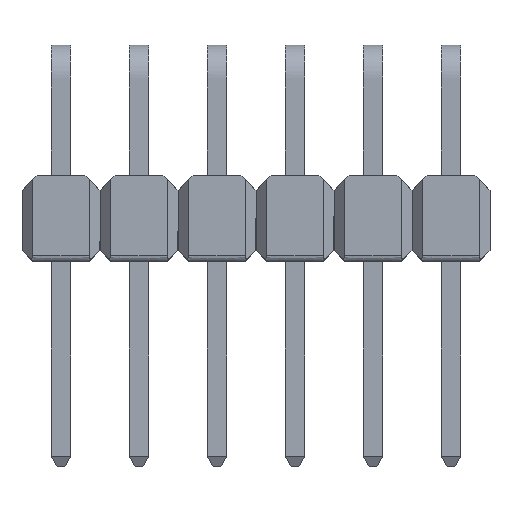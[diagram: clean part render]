
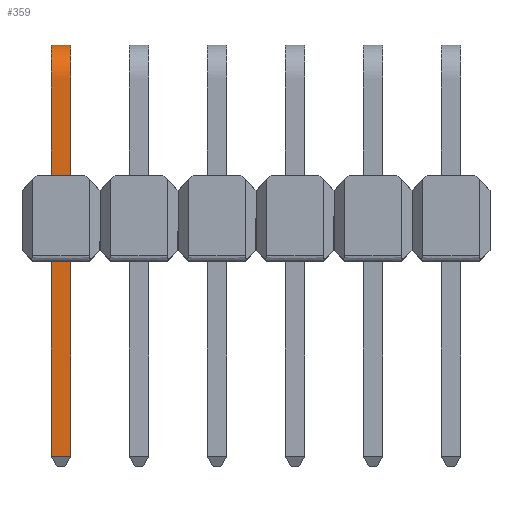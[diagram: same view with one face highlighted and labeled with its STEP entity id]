
A CAD part, top view. The second image highlights one B-rep face of the part: STEP entity #359.
In plain terms, the highlighted free-form (B-spline) face has degree [1, 2] with [2, 9] control points.
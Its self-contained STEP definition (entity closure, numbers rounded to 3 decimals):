
#359=ADVANCED_FACE('',(#839),#15681,.T.);
#839=FACE_OUTER_BOUND('',#1324,.T.);
#1324=EDGE_LOOP('',(#2047,#2048,#2049,#2050));
#2047=ORIENTED_EDGE('',*,*,#10587,.T.);
#2048=ORIENTED_EDGE('',*,*,#10577,.F.);
#2049=ORIENTED_EDGE('',*,*,#10588,.T.);
#2050=ORIENTED_EDGE('',*,*,#10584,.F.);
#4201=(
BOUNDED_CURVE()
B_SPLINE_CURVE(2,(#18593,#18594,#18595,#18596,#18597,#18598,#18599,#18600,
#18601),.UNSPECIFIED.,.F.,.F.)
B_SPLINE_CURVE_WITH_KNOTS((3,2,2,2,3),(-59.405,-47.092,
-45.388,-42.385,-39.845),.UNSPECIFIED.)
CURVE()
GEOMETRIC_REPRESENTATION_ITEM()
RATIONAL_B_SPLINE_CURVE((1.,1.,1.,0.707,1.,1.,1.,1.,1.))
REPRESENTATION_ITEM('')
);
#4202=(
BOUNDED_CURVE()
B_SPLINE_CURVE(2,(#18602,#18603,#18604,#18605,#18606,#18607,#18608,#18609,
#18610),.UNSPECIFIED.,.F.,.F.)
B_SPLINE_CURVE_WITH_KNOTS((3,2,2,2,3),(-59.405,-47.092,
-45.388,-42.385,-39.845),.UNSPECIFIED.)
CURVE()
GEOMETRIC_REPRESENTATION_ITEM()
RATIONAL_B_SPLINE_CURVE((1.,1.,1.,0.707,1.,1.,1.,1.,1.))
REPRESENTATION_ITEM('')
);
#4207=(
BOUNDED_CURVE()
B_SPLINE_CURVE(2,(#18671,#18672,#18673,#18674,#18675,#18676,#18677,#18678,
#18679),.UNSPECIFIED.,.F.,.F.)
B_SPLINE_CURVE_WITH_KNOTS((3,2,2,2,3),(39.845,42.385,
45.388,47.092,59.405),.UNSPECIFIED.)
CURVE()
GEOMETRIC_REPRESENTATION_ITEM()
RATIONAL_B_SPLINE_CURVE((1.,1.,1.,1.,1.,0.707,1.,1.,1.))
REPRESENTATION_ITEM('')
);
#4208=(
BOUNDED_CURVE()
B_SPLINE_CURVE(2,(#18680,#18681,#18682,#18683,#18684,#18685,#18686,#18687,
#18688),.UNSPECIFIED.,.F.,.F.)
B_SPLINE_CURVE_WITH_KNOTS((3,2,2,2,3),(39.845,42.385,
45.388,47.092,59.405),.UNSPECIFIED.)
CURVE()
GEOMETRIC_REPRESENTATION_ITEM()
RATIONAL_B_SPLINE_CURVE((1.,1.,1.,1.,1.,0.707,1.,1.,1.))
REPRESENTATION_ITEM('')
);
#4735=PCURVE('',#15767,#7123);
#4742=PCURVE('',#15768,#7130);
#4747=PCURVE('',#15681,#7135);
#4748=PCURVE('',#15681,#7136);
#4749=PCURVE('',#15681,#7137);
#4750=PCURVE('',#15681,#7138);
#4761=PCURVE('',#15771,#7149);
#4783=PCURVE('',#15777,#7171);
#7123=DEFINITIONAL_REPRESENTATION('',(#4202),#28138);
#7130=DEFINITIONAL_REPRESENTATION('',(#4208),#28138);
#7135=DEFINITIONAL_REPRESENTATION('',(#12015),#28138);
#7136=DEFINITIONAL_REPRESENTATION('',(#12016),#28138);
#7137=DEFINITIONAL_REPRESENTATION('',(#12018),#28138);
#7138=DEFINITIONAL_REPRESENTATION('',(#12019),#28138);
#7149=DEFINITIONAL_REPRESENTATION('',(#12037),#28138);
#7171=DEFINITIONAL_REPRESENTATION('',(#12067),#28138);
#9383=SURFACE_CURVE('',#4201,(#4735,#4748),.PCURVE_S1.);
#9390=SURFACE_CURVE('',#4207,(#4742,#4750),.PCURVE_S1.);
#9393=SURFACE_CURVE('',#12014,(#4747,#4783),.PCURVE_S1.);
#9394=SURFACE_CURVE('',#12017,(#4749,#4761),.PCURVE_S1.);
#10577=EDGE_CURVE('',#15004,#15007,#9383,.T.);
#10584=EDGE_CURVE('',#15011,#15008,#9390,.T.);
#10587=EDGE_CURVE('',#15011,#15007,#9393,.T.);
#10588=EDGE_CURVE('',#15004,#15008,#9394,.T.);
#12014=B_SPLINE_CURVE_WITH_KNOTS('',1,(#18701,#18702),.UNSPECIFIED.,.F.,
 .F.,(2,2),(0.,0.63),.UNSPECIFIED.);
#12015=B_SPLINE_CURVE_WITH_KNOTS('',1,(#18703,#18704),.UNSPECIFIED.,.F.,
 .F.,(2,2),(0.,0.63),.UNSPECIFIED.);
#12016=B_SPLINE_CURVE_WITH_KNOTS('',1,(#18705,#18706),.UNSPECIFIED.,.F.,
 .F.,(2,2),(-59.405,-39.845),.UNSPECIFIED.);
#12017=B_SPLINE_CURVE_WITH_KNOTS('',1,(#18707,#18708),.UNSPECIFIED.,.F.,
 .F.,(2,2),(0.,0.63),.UNSPECIFIED.);
#12018=B_SPLINE_CURVE_WITH_KNOTS('',1,(#18709,#18710),.UNSPECIFIED.,.F.,
 .F.,(2,2),(0.,0.63),.UNSPECIFIED.);
#12019=B_SPLINE_CURVE_WITH_KNOTS('',1,(#18711,#18712),.UNSPECIFIED.,.F.,
 .F.,(2,2),(39.845,59.405),.UNSPECIFIED.);
#12037=B_SPLINE_CURVE_WITH_KNOTS('',1,(#18747,#18748),.UNSPECIFIED.,.F.,
 .F.,(2,2),(0.,0.63),.UNSPECIFIED.);
#12067=B_SPLINE_CURVE_WITH_KNOTS('',1,(#18807,#18808),.UNSPECIFIED.,.F.,
 .F.,(2,2),(0.,0.63),.UNSPECIFIED.);
#15004=VERTEX_POINT('',#18577);
#15007=VERTEX_POINT('',#18580);
#15008=VERTEX_POINT('',#18581);
#15011=VERTEX_POINT('',#18584);
#15681=(
BOUNDED_SURFACE()
B_SPLINE_SURFACE(1,2,((#18549,#18550,#18551,#18552,#18553,#18554,#18555,
#18556,#18557),(#18558,#18559,#18560,#18561,#18562,#18563,#18564,#18565,
#18566)),.UNSPECIFIED.,.F.,.F.,.F.)
B_SPLINE_SURFACE_WITH_KNOTS((2,2),(3,2,2,2,3),(0.,0.63),(39.845,
42.385,45.388,47.092,59.405),
 .UNSPECIFIED.)
GEOMETRIC_REPRESENTATION_ITEM()
RATIONAL_B_SPLINE_SURFACE(((1.,1.,1.,1.,1.,0.707,1.,1.,1.),(1.,
1.,1.,1.,1.,0.707,1.,1.,1.)))
REPRESENTATION_ITEM('')
SURFACE()
);
#15767=PLANE('',#16189);
#15768=PLANE('',#16190);
#15771=PLANE('',#16193);
#15777=PLANE('',#16199);
#16189=AXIS2_PLACEMENT_3D('',#18525,#16595,$);
#16190=AXIS2_PLACEMENT_3D('',#18526,#16596,$);
#16193=AXIS2_PLACEMENT_3D('',#18569,#16599,$);
#16199=AXIS2_PLACEMENT_3D('',#18575,#16605,$);
#16595=DIRECTION('',(-1.,0.,0.));
#16596=DIRECTION('',(1.,0.,0.));
#16599=DIRECTION('',(0.,-0.488,0.873));
#16605=DIRECTION('',(0.,0.873,-0.488));
#18525=CARTESIAN_POINT('',(-0.315,-10.543,4.675));
#18526=CARTESIAN_POINT('',(0.315,-10.543,4.675));
#18549=CARTESIAN_POINT('',(0.315,2.855,-2.86));
#18550=CARTESIAN_POINT('',(0.315,2.855,-1.59));
#18551=CARTESIAN_POINT('',(0.315,2.855,-0.32));
#18552=CARTESIAN_POINT('',(0.315,2.855,1.635));
#18553=CARTESIAN_POINT('',(0.315,2.855,3.59));
#18554=CARTESIAN_POINT('',(0.315,2.855,4.675));
#18555=CARTESIAN_POINT('',(0.315,1.77,4.675));
#18556=CARTESIAN_POINT('',(0.315,-4.386,4.675));
#18557=CARTESIAN_POINT('',(0.315,-10.543,4.675));
#18558=CARTESIAN_POINT('',(-0.316,2.855,-2.86));
#18559=CARTESIAN_POINT('',(-0.316,2.855,-1.59));
#18560=CARTESIAN_POINT('',(-0.316,2.855,-0.32));
#18561=CARTESIAN_POINT('',(-0.316,2.855,1.635));
#18562=CARTESIAN_POINT('',(-0.316,2.855,3.59));
#18563=CARTESIAN_POINT('',(-0.316,2.855,4.675));
#18564=CARTESIAN_POINT('',(-0.316,1.77,4.675));
#18565=CARTESIAN_POINT('',(-0.315,-4.387,4.675));
#18566=CARTESIAN_POINT('',(-0.315,-10.543,4.675));
#18569=CARTESIAN_POINT('',(-0.315,-10.883,4.485));
#18575=CARTESIAN_POINT('',(0.325,2.66,-3.209));
#18577=CARTESIAN_POINT('',(-0.315,-10.543,4.675));
#18580=CARTESIAN_POINT('',(-0.316,2.855,-2.86));
#18581=CARTESIAN_POINT('',(0.315,-10.543,4.675));
#18584=CARTESIAN_POINT('',(0.315,2.855,-2.86));
#18593=CARTESIAN_POINT('',(-0.315,-10.543,4.675));
#18594=CARTESIAN_POINT('',(-0.315,-4.387,4.675));
#18595=CARTESIAN_POINT('',(-0.316,1.77,4.675));
#18596=CARTESIAN_POINT('',(-0.316,2.855,4.675));
#18597=CARTESIAN_POINT('',(-0.316,2.855,3.59));
#18598=CARTESIAN_POINT('',(-0.316,2.855,1.635));
#18599=CARTESIAN_POINT('',(-0.316,2.855,-0.32));
#18600=CARTESIAN_POINT('',(-0.316,2.855,-1.59));
#18601=CARTESIAN_POINT('',(-0.316,2.855,-2.86));
#18602=CARTESIAN_POINT('',(0.,0.));
#18603=CARTESIAN_POINT('',(6.157,0.));
#18604=CARTESIAN_POINT('',(12.313,0.));
#18605=CARTESIAN_POINT('',(13.398,0.));
#18606=CARTESIAN_POINT('',(13.398,1.085));
#18607=CARTESIAN_POINT('',(13.398,3.04));
#18608=CARTESIAN_POINT('',(13.398,4.995));
#18609=CARTESIAN_POINT('',(13.398,6.265));
#18610=CARTESIAN_POINT('',(13.398,7.535));
#18671=CARTESIAN_POINT('',(0.315,2.855,-2.86));
#18672=CARTESIAN_POINT('',(0.315,2.855,-1.59));
#18673=CARTESIAN_POINT('',(0.315,2.855,-0.32));
#18674=CARTESIAN_POINT('',(0.315,2.855,1.635));
#18675=CARTESIAN_POINT('',(0.315,2.855,3.59));
#18676=CARTESIAN_POINT('',(0.315,2.855,4.675));
#18677=CARTESIAN_POINT('',(0.315,1.77,4.675));
#18678=CARTESIAN_POINT('',(0.315,-4.387,4.675));
#18679=CARTESIAN_POINT('',(0.315,-10.543,4.675));
#18680=CARTESIAN_POINT('',(7.535,13.398));
#18681=CARTESIAN_POINT('',(6.265,13.398));
#18682=CARTESIAN_POINT('',(4.995,13.398));
#18683=CARTESIAN_POINT('',(3.04,13.398));
#18684=CARTESIAN_POINT('',(1.085,13.398));
#18685=CARTESIAN_POINT('',(0.,13.398));
#18686=CARTESIAN_POINT('',(0.,12.313));
#18687=CARTESIAN_POINT('',(0.,6.157));
#18688=CARTESIAN_POINT('',(0.,0.));
#18701=CARTESIAN_POINT('',(0.315,2.855,-2.86));
#18702=CARTESIAN_POINT('',(-0.316,2.855,-2.86));
#18703=CARTESIAN_POINT('',(0.,39.845));
#18704=CARTESIAN_POINT('',(0.63,39.845));
#18705=CARTESIAN_POINT('',(0.63,59.405));
#18706=CARTESIAN_POINT('',(0.63,39.845));
#18707=CARTESIAN_POINT('',(-0.315,-10.543,4.675));
#18708=CARTESIAN_POINT('',(0.315,-10.543,4.675));
#18709=CARTESIAN_POINT('',(0.63,59.405));
#18710=CARTESIAN_POINT('',(0.,59.405));
#18711=CARTESIAN_POINT('',(0.,39.845));
#18712=CARTESIAN_POINT('',(0.,59.405));
#18747=CARTESIAN_POINT('',(-0.19,0.389));
#18748=CARTESIAN_POINT('',(0.44,0.389));
#18807=CARTESIAN_POINT('',(-0.63,0.));
#18808=CARTESIAN_POINT('',(0.,0.));
#28138=(
GEOMETRIC_REPRESENTATION_CONTEXT(2)
PARAMETRIC_REPRESENTATION_CONTEXT()
REPRESENTATION_CONTEXT('pspace','')
);
